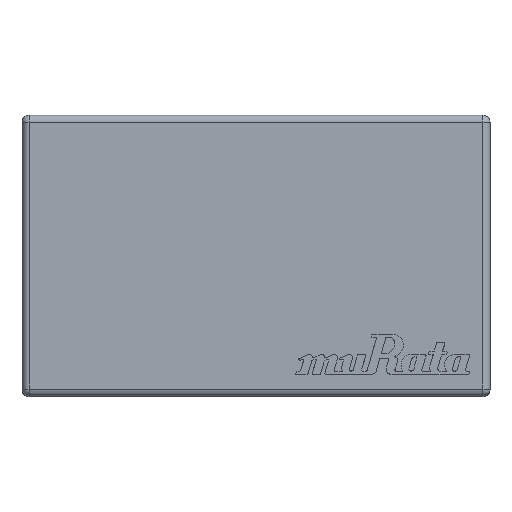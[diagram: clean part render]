
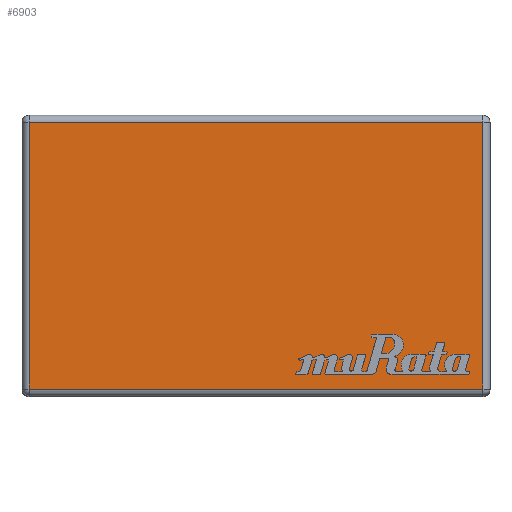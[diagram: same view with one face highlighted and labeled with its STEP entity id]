
A CAD part, top view. The second image highlights one B-rep face of the part: STEP entity #6903.
In plain terms, the highlighted planar face has unit normal (0, 0, 1).
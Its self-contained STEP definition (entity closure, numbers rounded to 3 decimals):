
#482=PLANE('',#7732);
#667=LINE('',#10594,#1170);
#669=LINE('',#10618,#1172);
#671=LINE('',#10621,#1174);
#689=LINE('',#10669,#1192);
#1170=VECTOR('',#8864,10.);
#1172=VECTOR('',#8892,10.);
#1174=VECTOR('',#8896,10.);
#1192=VECTOR('',#8956,10.);
#1812=FACE_OUTER_BOUND('',#2197,.T.);
#2197=EDGE_LOOP('',(#5357,#5358,#5359,#5360));
#3032=VERTEX_POINT('',#10582);
#3033=VERTEX_POINT('',#10586);
#3036=VERTEX_POINT('',#10596);
#3044=VERTEX_POINT('',#10613);
#3859=EDGE_CURVE('',#3033,#3032,#667,.T.);
#3870=EDGE_CURVE('',#3036,#3044,#669,.T.);
#3872=EDGE_CURVE('',#3044,#3033,#671,.T.);
#3899=EDGE_CURVE('',#3032,#3036,#689,.T.);
#5357=ORIENTED_EDGE('',*,*,#3870,.F.);
#5358=ORIENTED_EDGE('',*,*,#3899,.F.);
#5359=ORIENTED_EDGE('',*,*,#3859,.F.);
#5360=ORIENTED_EDGE('',*,*,#3872,.F.);
#6903=ADVANCED_FACE('',(#1812),#482,.T.);
#7732=AXIS2_PLACEMENT_3D('',#10670,#8957,#8958);
#8864=DIRECTION('',(0.,1.,0.));
#8892=DIRECTION('',(0.,-1.,0.));
#8896=DIRECTION('',(-1.,0.,0.));
#8956=DIRECTION('',(1.,0.,0.));
#8957=DIRECTION('center_axis',(0.,0.,1.));
#8958=DIRECTION('ref_axis',(1.,0.,0.));
#10582=CARTESIAN_POINT('',(-0.97,0.57,1.8));
#10586=CARTESIAN_POINT('',(-0.97,-0.57,1.8));
#10594=CARTESIAN_POINT('',(-0.97,0.,1.8));
#10596=CARTESIAN_POINT('',(0.97,0.57,1.8));
#10613=CARTESIAN_POINT('',(0.97,-0.57,1.8));
#10618=CARTESIAN_POINT('',(0.97,0.,1.8));
#10621=CARTESIAN_POINT('',(-0.5,-0.57,1.8));
#10669=CARTESIAN_POINT('',(-0.5,0.57,1.8));
#10670=CARTESIAN_POINT('Origin',(-1.,0.,1.8));
